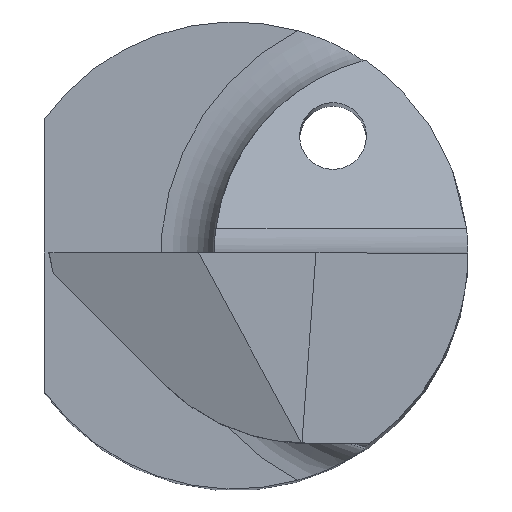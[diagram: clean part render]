
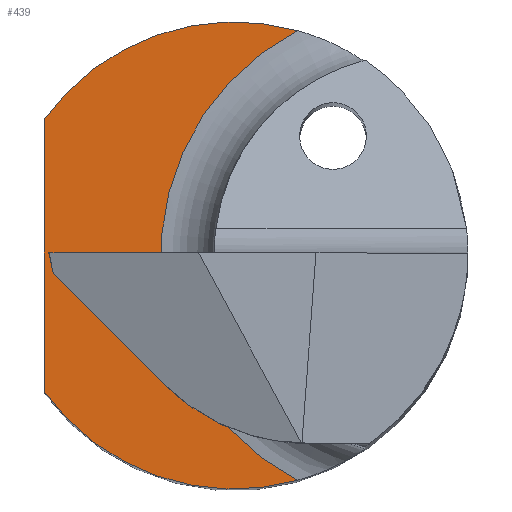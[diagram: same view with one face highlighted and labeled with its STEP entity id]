
A CAD part, top view. The second image highlights one B-rep face of the part: STEP entity #439.
In plain terms, the highlighted planar face has unit normal (0, 0, 1).
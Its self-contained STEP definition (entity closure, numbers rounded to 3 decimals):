
#23 = EDGE_CURVE ( 'NONE', #126, #165, #444, .T. ) ;
#69 = CARTESIAN_POINT ( 'NONE',  ( 0., 0., 14.75 ) ) ;
#80 = DIRECTION ( 'NONE',  ( 0., 0., 1. ) ) ;
#126 = VERTEX_POINT ( 'NONE', #148 ) ;
#134 = CARTESIAN_POINT ( 'NONE',  ( -2.85, 0.5, 14.75 ) ) ;
#148 = CARTESIAN_POINT ( 'NONE',  ( 0.951, 3.368, 14.75 ) ) ;
#165 = VERTEX_POINT ( 'NONE', #640 ) ;
#206 = AXIS2_PLACEMENT_3D ( 'NONE', #947, #697, #868 ) ;
#210 = ORIENTED_EDGE ( 'NONE', *, *, #404, .T. ) ;
#246 = DIRECTION ( 'NONE',  ( -1., 0., 0. ) ) ;
#270 = CARTESIAN_POINT ( 'NONE',  ( -2.85, -2.032, 14.75 ) ) ;
#351 = VERTEX_POINT ( 'NONE', #270 ) ;
#365 = VECTOR ( 'NONE', #727, 1000. ) ;
#371 = ORIENTED_EDGE ( 'NONE', *, *, #23, .F. ) ;
#394 = AXIS2_PLACEMENT_3D ( 'NONE', #459, #80, #677 ) ;
#404 = EDGE_CURVE ( 'NONE', #592, #351, #805, .T. ) ;
#411 = CIRCLE ( 'NONE', #899, 3.5 ) ;
#438 = FACE_OUTER_BOUND ( 'NONE', #676, .T. ) ;
#439 = ADVANCED_FACE ( 'NONE', ( #438 ), #457, .T. ) ;
#444 = CIRCLE ( 'NONE', #394, 3.791 ) ;
#457 = PLANE ( 'NONE',  #968 ) ;
#459 = CARTESIAN_POINT ( 'NONE',  ( 2.691, 0., 14.75 ) ) ;
#462 = DIRECTION ( 'NONE',  ( -1., 0., 0. ) ) ;
#480 = CARTESIAN_POINT ( 'NONE',  ( -2.85, 2.032, 14.75 ) ) ;
#526 = DIRECTION ( 'NONE',  ( 0., 0., 1. ) ) ;
#548 = CARTESIAN_POINT ( 'NONE',  ( 0., 0., 14.75 ) ) ;
#583 = EDGE_CURVE ( 'NONE', #165, #351, #855, .T. ) ;
#592 = VERTEX_POINT ( 'NONE', #480 ) ;
#631 = ORIENTED_EDGE ( 'NONE', *, *, #583, .F. ) ;
#640 = CARTESIAN_POINT ( 'NONE',  ( 0.951, -3.368, 14.75 ) ) ;
#676 = EDGE_LOOP ( 'NONE', ( #631, #371, #841, #210 ) ) ;
#677 = DIRECTION ( 'NONE',  ( -1., 0., 0. ) ) ;
#697 = DIRECTION ( 'NONE',  ( 0., 0., -1. ) ) ;
#727 = DIRECTION ( 'NONE',  ( 0., -1., 0. ) ) ;
#805 = LINE ( 'NONE', #134, #365 ) ;
#841 = ORIENTED_EDGE ( 'NONE', *, *, #965, .F. ) ;
#855 = CIRCLE ( 'NONE', #206, 3.5 ) ;
#867 = DIRECTION ( 'NONE',  ( 0., 0., -1. ) ) ;
#868 = DIRECTION ( 'NONE',  ( -1., 0., 0. ) ) ;
#899 = AXIS2_PLACEMENT_3D ( 'NONE', #548, #867, #246 ) ;
#947 = CARTESIAN_POINT ( 'NONE',  ( 0., 0., 14.75 ) ) ;
#965 = EDGE_CURVE ( 'NONE', #592, #126, #411, .T. ) ;
#968 = AXIS2_PLACEMENT_3D ( 'NONE', #69, #526, #462 ) ;
